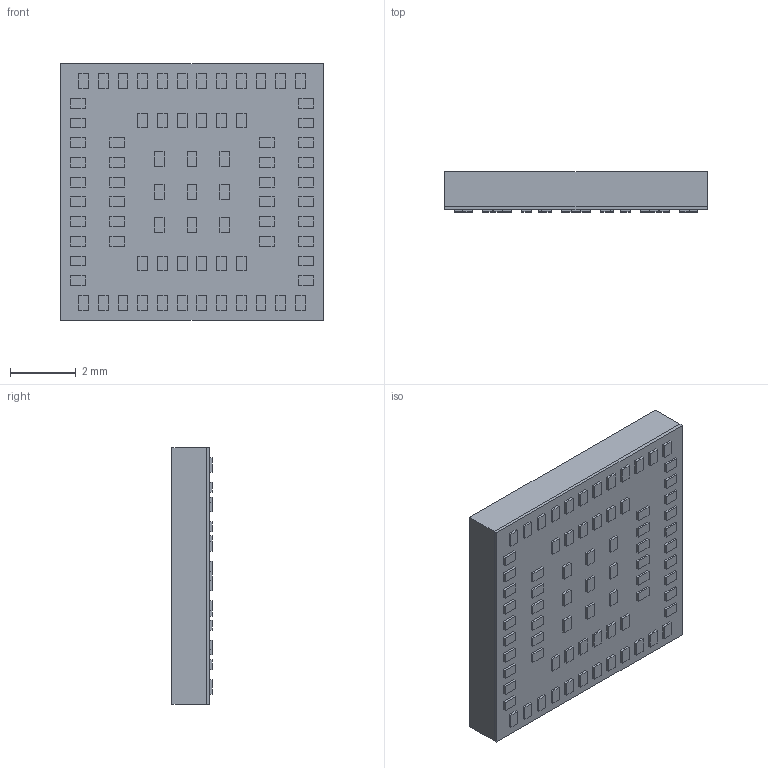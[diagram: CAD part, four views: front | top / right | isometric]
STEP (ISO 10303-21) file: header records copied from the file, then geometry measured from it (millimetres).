
FILE_DESCRIPTION (( 'STEP AP214' ), '1' );
FILE_NAME ('LBEE5PK2BC-771.STEP', '2024-12-13T23:07:21', ( '' ), ( '' ), 'SwSTEP 2.0', 'SolidWorks 2021', '' );
FILE_SCHEMA (( 'AUTOMOTIVE_DESIGN' ));
Length unit declared in the file: millimetre
Products named in the file (1): LBEE5PK2BC-771
Bounding box: 8 x 1.22 x 7.8 mm (x, y, z)
Volume: 72.5 mm3; surface area: 316.1 mm2
Topology: 80 solids, 80 shells, 481 faces, 960 edges, 640 vertices
Faces by surface type: plane 477, cylinder 4
Entity records: 12927 total; most frequent: CARTESIAN_POINT 2082, DIRECTION 1932, ORIENTED_EDGE 1920, EDGE_CURVE 960, LINE 952, VECTOR 952, VERTEX_POINT 640, AXIS2_PLACEMENT_3D 490
